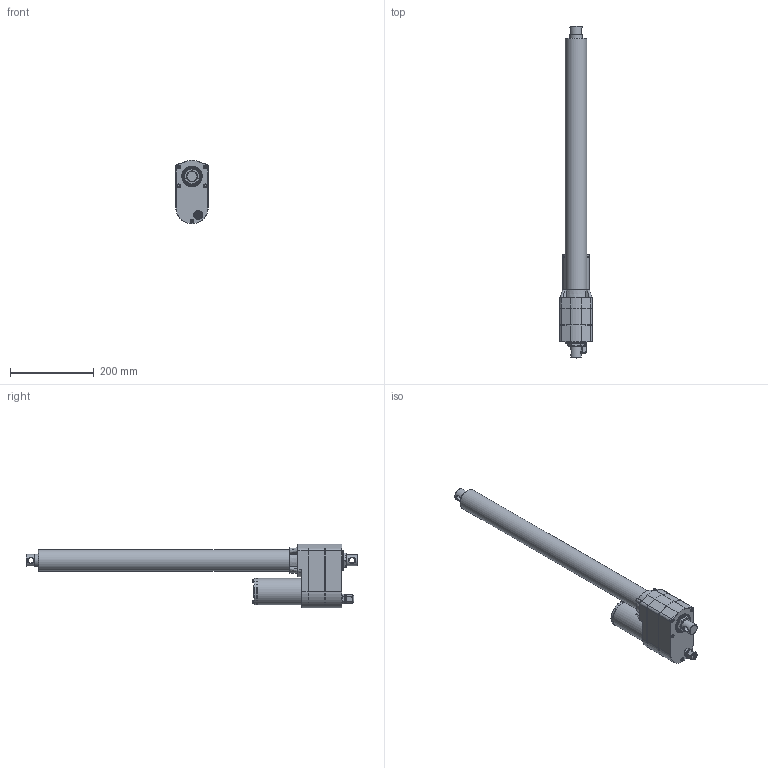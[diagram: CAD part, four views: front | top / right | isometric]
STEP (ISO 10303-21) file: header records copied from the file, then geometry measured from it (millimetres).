
FILE_DESCRIPTION( ( 'Unknown' ), '1' );
FILE_NAME( 'DMA-12-10-A-457-LT-POT-IP65.stp', 'Unknown', ( 'Unknown' ), ( 'Unknown' ), 'PSStep 17.0.49', 'Unknown', ' ' );
FILE_SCHEMA( ( 'AUTOMOTIVE_DESIGN { 1 0 10303 214 1 1 1 1 }' ) );
Length unit declared in the file: millimetre
Products named in the file (3): Assem1; DMA-12-10-A-457-LT-POT-IP65-1; DMA-12-10-A-457-LT-POT-IP65-2
Assembly tree (2 placements, depth 2):
  Assem1
    DMA-12-10-A-457-LT-POT-IP65-1
    DMA-12-10-A-457-LT-POT-IP65-2
Bounding box: 77.16 x 790.5 x 151.66 mm (x, y, z)
Volume: 2728944.9 mm3; surface area: 311352.5 mm2
Topology: 2 solids, 2 shells, 916 faces, 2333 edges, 1449 vertices
Faces by surface type: plane 643, cylinder 146, bspline 66, torus 29, cone 24, sphere 8
Full cylindrical faces by diameter (mm): 1.6 x2, 2.7 x2, 7.2 x1, 8.5 x7, 9 x5, 13 x2, 15.75 x2, 21.6 x1, 26 x1, 28 x2, 28.6 x3, 48.2 x1, 50.8 x1, 63 x1, 63.5 x2
Entity records: 42558 total; most frequent: CARTESIAN_POINT 13651, ORIENTED_EDGE 4482, DIRECTION 4454, EDGE_CURVE 2241, AXIS2_PLACEMENT_3D 1556, VERTEX_POINT 1419, LINE 1342, VECTOR 1342
